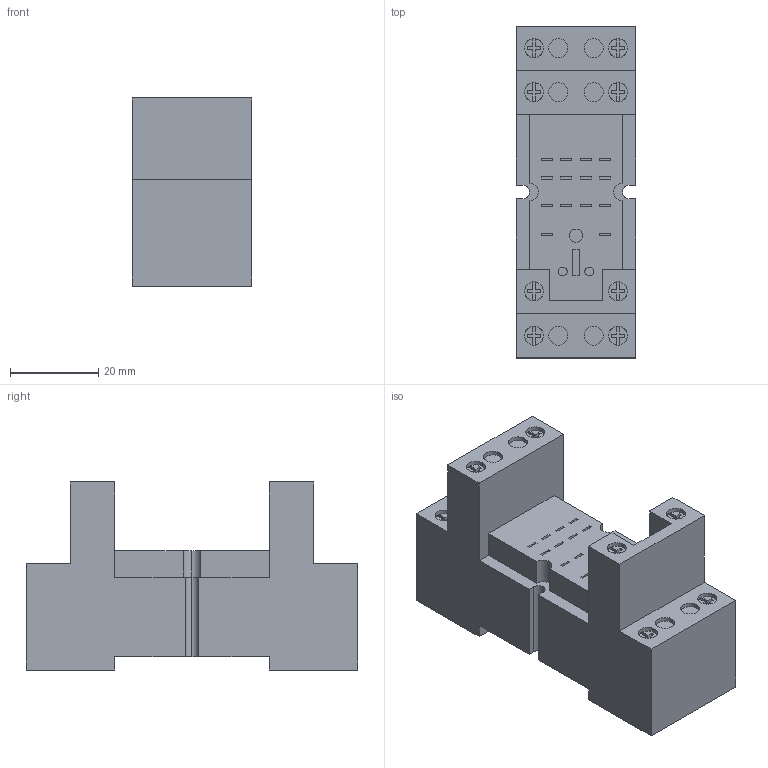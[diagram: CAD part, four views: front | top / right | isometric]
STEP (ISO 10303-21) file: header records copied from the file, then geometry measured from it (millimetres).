
FILE_DESCRIPTION (( 'STEP AP203' ), '1' );
FILE_NAME ('12.STEP', '2022-04-27T05:21:57', ( '' ), ( '' ), 'SwSTEP 2.0', 'SolidWorks 2017', '' );
FILE_SCHEMA (( 'CONFIG_CONTROL_DESIGN' ));
Length unit declared in the file: millimetre
Products named in the file (1): 12
Bounding box: 27 x 75 x 42.5 mm (x, y, z)
Volume: 55183.2 mm3; surface area: 13170.8 mm2
Topology: 1 solids, 1 shells, 310 faces, 780 edges, 504 vertices
Faces by surface type: plane 270, cylinder 40
Entity records: 9225 total; most frequent: CARTESIAN_POINT 1595, ORIENTED_EDGE 1560, DIRECTION 1530, EDGE_CURVE 780, VECTOR 652, LINE 652, VERTEX_POINT 504, AXIS2_PLACEMENT_3D 439
